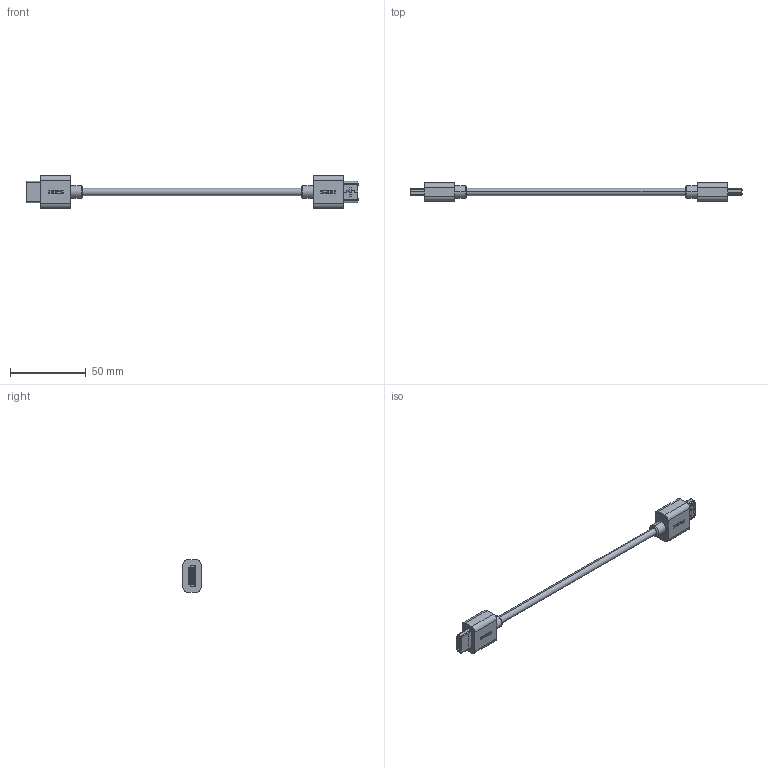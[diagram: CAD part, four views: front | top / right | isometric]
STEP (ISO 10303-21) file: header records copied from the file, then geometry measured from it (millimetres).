
FILE_DESCRIPTION (( 'STEP AP214' ), '1' );
FILE_NAME ('VHA00022_3D.STEP', '2020-11-03T20:01:50', ( '' ), ( '' ), 'SwSTEP 2.0', 'SolidWorks 2018', '' );
FILE_SCHEMA (( 'AUTOMOTIVE_DESIGN' ));
Length unit declared in the file: inch
Products named in the file (7): 1AH05-013(HDMI TYPE A MALE SHORT )___; VHA00020-MA1; 1AH05-007-HOUSING___; 41-154-MA1; 1AH05-007-SHELL___; VHA00022_3D
Assembly tree (7 placements, depth 4):
  VHA00022_3D
    VHA00020-MA1
    41-154-MA1  x2
      41-154-MA1
      1AH05-013(HDMI TYPE A MALE SHORT )___
        1AH05-007-SHELL___
        1AH05-007-HOUSING___
Bounding box: 219.15 x 11.94 x 21.34 mm (x, y, z)
Volume: 15069.7 mm3; surface area: 11397.2 mm2
Topology: 45 solids, 45 shells, 4262 faces, 11142 edges, 7386 vertices
Faces by surface type: plane 3736, cylinder 414, bspline 88, torus 24
Entity records: 74865 total; most frequent: CARTESIAN_POINT 14165, ORIENTED_EDGE 11148, DIRECTION 10126, EDGE_CURVE 5574, LINE 5046, VECTOR 5046, VERTEX_POINT 3695, AXIS2_PLACEMENT_3D 2540
